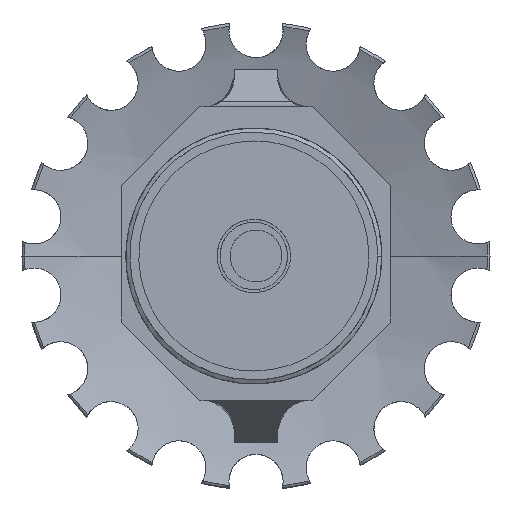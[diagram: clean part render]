
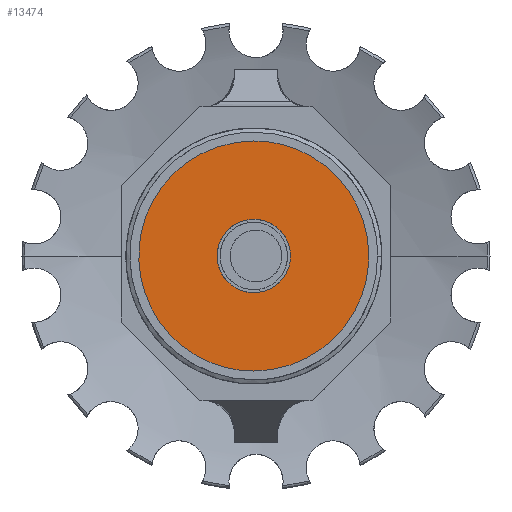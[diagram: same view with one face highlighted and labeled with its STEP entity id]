
A CAD part, front view. The second image highlights one B-rep face of the part: STEP entity #13474.
In plain terms, the highlighted free-form (B-spline) face has degree [1, 1] with [2, 2] control points.
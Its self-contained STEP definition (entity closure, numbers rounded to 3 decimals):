
#7823 = VERTEX_POINT('',#7824);
#7824 = CARTESIAN_POINT('',(0.,25.67,-5.207));
#7829 = EDGE_CURVE('',#7823,#7830,#7832,.T.);
#7830 = VERTEX_POINT('',#7831);
#7831 = CARTESIAN_POINT('',(0.,25.67,
    5.207));
#7832 = ( BOUNDED_CURVE() B_SPLINE_CURVE(2,(#7833,#7834,#7835,#7836,
#7837),.UNSPECIFIED.,.F.,.F.) B_SPLINE_CURVE_WITH_KNOTS((3,2,3),(0.,
1.571,3.142),.PIECEWISE_BEZIER_KNOTS.) CURVE() 
GEOMETRIC_REPRESENTATION_ITEM() RATIONAL_B_SPLINE_CURVE((1.,
0.707,1.,0.707,1.)) REPRESENTATION_ITEM('') );
#7833 = CARTESIAN_POINT('',(0.,25.67,-5.207));
#7834 = CARTESIAN_POINT('',(-5.207,25.67,
    -5.207));
#7835 = CARTESIAN_POINT('',(-5.207,25.67,
    0.));
#7836 = CARTESIAN_POINT('',(-5.207,25.67,
    5.207));
#7837 = CARTESIAN_POINT('',(0.,25.67,
    5.207));
#9687 = VERTEX_POINT('',#9688);
#9688 = CARTESIAN_POINT('',(0.,25.67,-16.296));
#9695 = VERTEX_POINT('',#9696);
#9696 = CARTESIAN_POINT('',(0.,25.67,
    16.296));
#9701 = EDGE_CURVE('',#9695,#9687,#9702,.T.);
#9702 = ( BOUNDED_CURVE() B_SPLINE_CURVE(2,(#9703,#9704,#9705,#9706,
#9707),.UNSPECIFIED.,.F.,.F.) B_SPLINE_CURVE_WITH_KNOTS((3,2,3),(
    3.142,4.712,6.283),
.PIECEWISE_BEZIER_KNOTS.) CURVE() GEOMETRIC_REPRESENTATION_ITEM() 
RATIONAL_B_SPLINE_CURVE((1.,0.707,1.,0.707,1.)) 
REPRESENTATION_ITEM('') );
#9703 = CARTESIAN_POINT('',(0.,25.67,
    16.296));
#9704 = CARTESIAN_POINT('',(-16.296,25.67,
    16.296));
#9705 = CARTESIAN_POINT('',(-16.296,25.67,
    0.));
#9706 = CARTESIAN_POINT('',(-16.296,25.67,
    -16.296));
#9707 = CARTESIAN_POINT('',(0.,25.67,
    -16.296));
#13455 = EDGE_CURVE('',#9687,#9695,#13456,.T.);
#13456 = ( BOUNDED_CURVE() B_SPLINE_CURVE(2,(#13457,#13458,#13459,#13460
,#13461),.UNSPECIFIED.,.F.,.F.) B_SPLINE_CURVE_WITH_KNOTS((3,2,3),(0.,
1.571,3.142),.PIECEWISE_BEZIER_KNOTS.) CURVE() 
GEOMETRIC_REPRESENTATION_ITEM() RATIONAL_B_SPLINE_CURVE((1.,
0.707,1.,0.707,1.)) REPRESENTATION_ITEM('') );
#13457 = CARTESIAN_POINT('',(0.,25.67,-16.296));
#13458 = CARTESIAN_POINT('',(16.296,25.67,
    -16.296));
#13459 = CARTESIAN_POINT('',(16.296,25.67,
    0.));
#13460 = CARTESIAN_POINT('',(16.296,25.67,
    16.296));
#13461 = CARTESIAN_POINT('',(0.,25.67,
    16.296));
#13474 = ADVANCED_FACE('',(#13475,#13486),#13490,.T.);
#13475 = FACE_BOUND('',#13476,.T.);
#13476 = EDGE_LOOP('',(#13477,#13478));
#13477 = ORIENTED_EDGE('',*,*,#7829,.T.);
#13478 = ORIENTED_EDGE('',*,*,#13479,.T.);
#13479 = EDGE_CURVE('',#7830,#7823,#13480,.T.);
#13480 = ( BOUNDED_CURVE() B_SPLINE_CURVE(2,(#13481,#13482,#13483,#13484
,#13485),.UNSPECIFIED.,.F.,.F.) B_SPLINE_CURVE_WITH_KNOTS((3,2,3),(
    3.142,4.712,6.283),
.PIECEWISE_BEZIER_KNOTS.) CURVE() GEOMETRIC_REPRESENTATION_ITEM() 
RATIONAL_B_SPLINE_CURVE((1.,0.707,1.,0.707,1.)) 
REPRESENTATION_ITEM('') );
#13481 = CARTESIAN_POINT('',(0.,25.67,
    5.207));
#13482 = CARTESIAN_POINT('',(5.207,25.67,
    5.207));
#13483 = CARTESIAN_POINT('',(5.207,25.67,
    0.));
#13484 = CARTESIAN_POINT('',(5.207,25.67,
    -5.207));
#13485 = CARTESIAN_POINT('',(0.,25.67,
    -5.207));
#13486 = FACE_BOUND('',#13487,.T.);
#13487 = EDGE_LOOP('',(#13488,#13489));
#13488 = ORIENTED_EDGE('',*,*,#13455,.T.);
#13489 = ORIENTED_EDGE('',*,*,#9701,.T.);
#13490 = B_SPLINE_SURFACE_WITH_KNOTS('',1,1,(
    (#13491,#13492)
    ,(#13493,#13494
    )),.UNSPECIFIED.,.F.,.F.,.F.,(2,2),(2,2),(-19.045,
    19.045),(-19.045,19.045),
  .PIECEWISE_BEZIER_KNOTS.);
#13491 = CARTESIAN_POINT('',(-16.296,25.67,
    16.296));
#13492 = CARTESIAN_POINT('',(16.296,25.67,
    16.296));
#13493 = CARTESIAN_POINT('',(-16.296,25.67,
    -16.296));
#13494 = CARTESIAN_POINT('',(16.296,25.67,
    -16.296));
